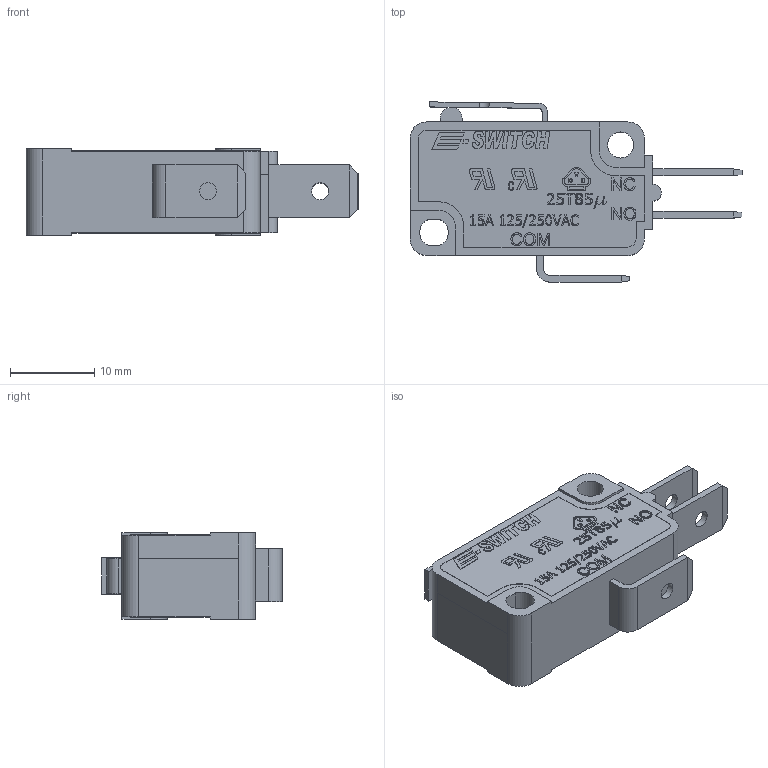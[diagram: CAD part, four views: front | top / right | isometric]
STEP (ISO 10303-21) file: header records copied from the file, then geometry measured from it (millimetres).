
FILE_DESCRIPTION((' '),'2;1');
FILE_NAME('LS085xx01FxxxC2A.stp','2017-08-01T08:53:10',(' '),(' '),' ','ACIS',' ');
FILE_SCHEMA(('CONFIG_CONTROL_DESIGN'));
Length unit declared in the file: inch
Products named in the file (1): LS085xx01FxxxC2A.stp
Bounding box: 39.5 x 21.43 x 10.3 mm (x, y, z)
Surface area: 2748.1 mm2 (no closed solid volume)
Topology: 0 solids, 1 shells, 774 faces, 2128 edges, 1407 vertices
Faces by surface type: plane 517, bspline 204, cylinder 53
Full cylindrical faces by diameter (mm): 2 x3, 3.1 x1
Entity records: 26040 total; most frequent: CARTESIAN_POINT 7550, ORIENTED_EDGE 4242, DIRECTION 2963, EDGE_CURVE 2123, VECTOR 1609, LINE 1609, VERTEX_POINT 1406, EDGE_LOOP 843
